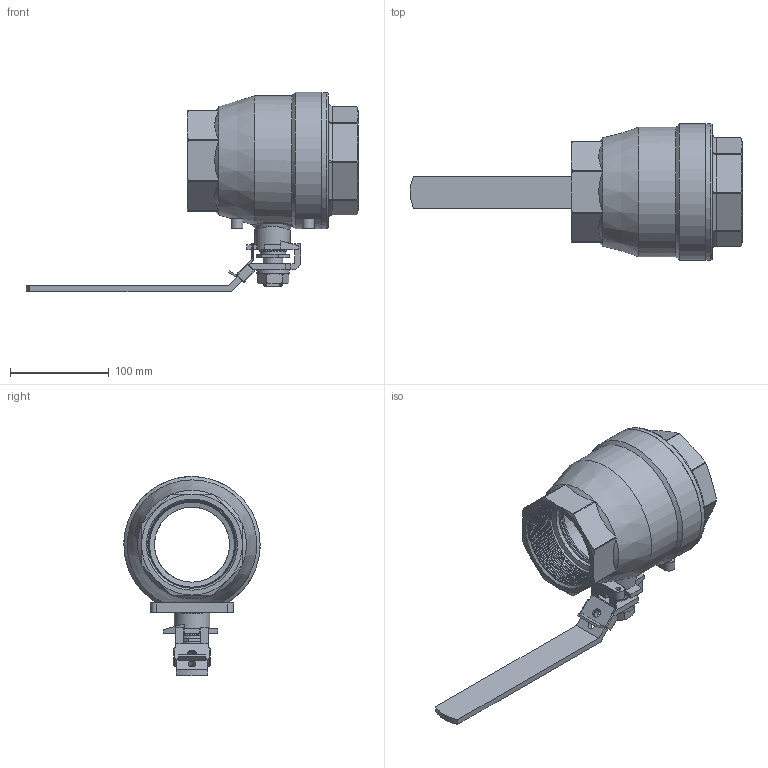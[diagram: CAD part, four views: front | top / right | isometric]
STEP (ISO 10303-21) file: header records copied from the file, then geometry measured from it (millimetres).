
FILE_DESCRIPTION((''),'2;1');
FILE_NAME('VSS300.stp','2013-06-27T14:53:40',('mclevenger'),(''),'Autodesk Inventor 2013','Autodesk Inventor 2013','');
FILE_SCHEMA(('AUTOMOTIVE_DESIGN { 1 0 10303 214 1 1 1 1 }'));
Length unit declared in the file: millimetre
Products named in the file (13): VSS300; VSS300 BY_�w�]; VSS300 NT_�w�]; VSS300 HE_�w�]; VSS300 BL_�w�]; VSS300 PG_�w�]; VSS300 CP_�w�]; VSS300 GN_�w�]; VSS300 TW_�w�]; VSS300 SW_�w�]; VSS300 ST_�w�]; VSS300SM_�w�]; VSS300 GT_�w�]
Assembly tree (13 placements, depth 2):
  VSS300
    VSS300 BY_�w�]
    VSS300 NT_�w�]
    VSS300 HE_�w�]
    VSS300 BL_�w�]
    VSS300 PG_�w�]
    VSS300 CP_�w�]
    VSS300 GN_�w�]
    VSS300 TW_�w�]
    VSS300 SW_�w�]
    VSS300 ST_�w�]  x2
    VSS300SM_�w�]
    VSS300 GT_�w�]
Bounding box: 336 x 138 x 201.5 mm (x, y, z)
Volume: 1090455.7 mm3; surface area: 316836 mm2
Topology: 14 solids, 14 shells, 531 faces, 1528 edges, 1030 vertices
Faces by surface type: cylinder 168, plane 158, cone 107, bspline 77, torus 19, sphere 2
Full cylindrical faces by diameter (mm): 5.105 x4, 8 x2, 9 x1, 17.462 x1, 20 x3, 20.5 x2, 24 x1, 25 x1, 25.049 x2, 25.5 x1, 26 x3, 26.1 x7, 26.5 x1, 36 x1, 76 x5, 105 x2, 112 x1, 120 x1, 127 x11, 127.5 x1, 133 x1, 134 x1, 138 x2
Entity records: 105033 total; most frequent: CARTESIAN_POINT 93479, ORIENTED_EDGE 2670, DIRECTION 1954, EDGE_CURVE 1335, VERTEX_POINT 973, AXIS2_PLACEMENT_3D 745, EDGE_LOOP 588, FACE_OUTER_BOUND 470
